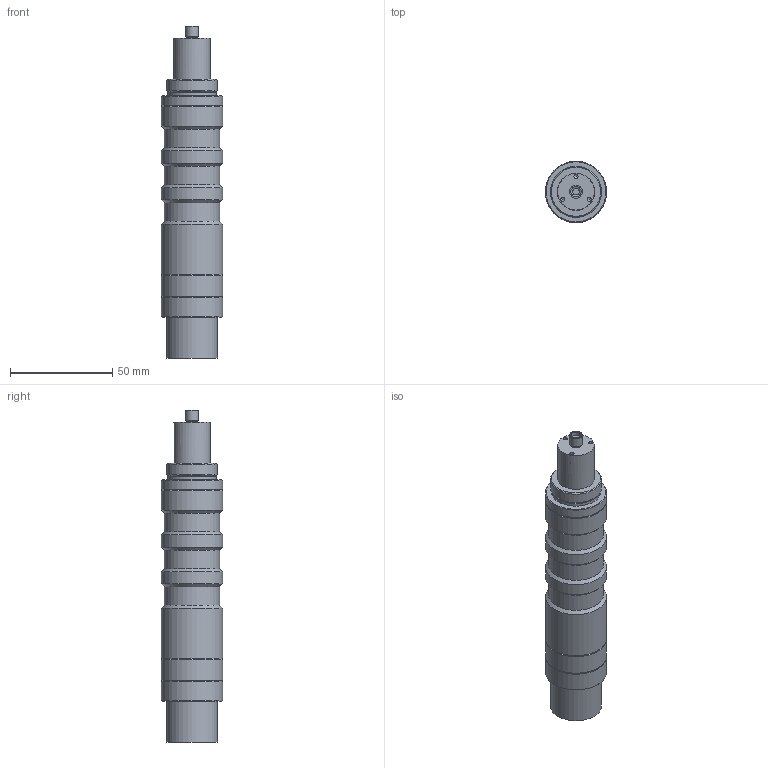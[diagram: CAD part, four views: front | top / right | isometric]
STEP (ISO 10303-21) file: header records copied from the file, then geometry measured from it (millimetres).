
FILE_DESCRIPTION(('STEP AP203'),'1');
FILE_NAME('ZN033303_OQ30-90_RevC.STP','2018-01-16T15:11:16',(' '),(' '),'Spatial InterOp 3D',' ',' ');
FILE_SCHEMA(('CONFIG_CONTROL_DESIGN'));
Length unit declared in the file: millimetre
Products named in the file (2): ZN033303_OQ30-90_RevC; ASSEM1
Assembly tree (1 placements, depth 2):
  ZN033303_OQ30-90_RevC
    ASSEM1
Bounding box: 30 x 30 x 162.7 mm (x, y, z)
Volume: 44953.7 mm3; surface area: 36094.5 mm2
Topology: 2 solids, 5 shells, 182 faces, 366 edges, 236 vertices
Faces by surface type: plane 70, cylinder 69, cone 27, torus 16
Full cylindrical faces by diameter (mm): 2 x1, 2.048 x3, 2.05 x3, 3.18 x1, 5 x2, 6.35 x1, 8.2 x1, 14.1 x1, 16.5 x1, 17 x1, 18 x2, 18.2 x3, 19.9 x1, 20 x2, 20.7 x1, 21.5 x1, 22 x4, 23 x2, 24 x2, 25 x3, 25.1 x4, 25.998 x1, 26.1 x3, 27 x7, 27.5 x2, 28 x4, 28.5 x3, 30 x7
Entity records: 4168 total; most frequent: DIRECTION 760, CARTESIAN_POINT 752, ORIENTED_EDGE 446, AXIS2_PLACEMENT_3D 361, EDGE_LOOP 343, FACE_BOUND 272, EDGE_CURVE 223, VERTEX_POINT 205
